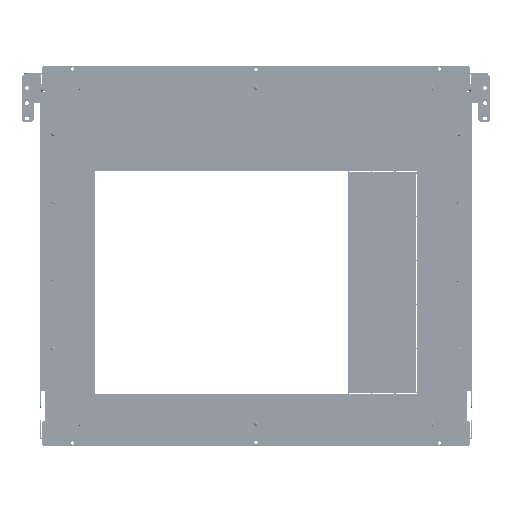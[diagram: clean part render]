
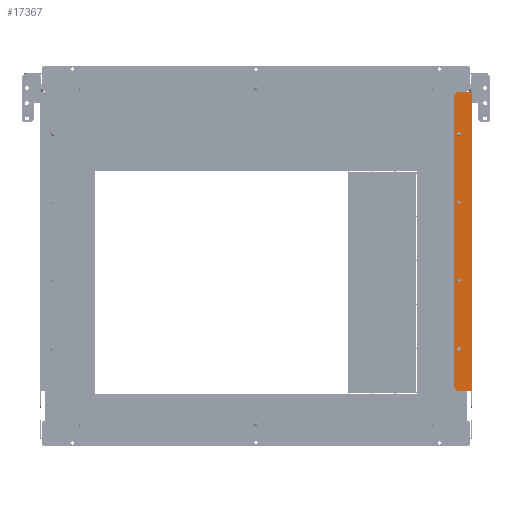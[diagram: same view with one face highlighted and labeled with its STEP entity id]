
A CAD part, left-side view. The second image highlights one B-rep face of the part: STEP entity #17367.
In plain terms, the highlighted planar face has unit normal (-1, 0, 0).
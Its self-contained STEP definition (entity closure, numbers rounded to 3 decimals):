
#64 = DIRECTION ( 'NONE',  ( -1., 0., 0. ) ) ;
#99 = CIRCLE ( 'NONE', #109924, 2.7 ) ;
#2979 = EDGE_LOOP ( 'NONE', ( #27102, #3261 ) ) ;
#3112 = ORIENTED_EDGE ( 'NONE', *, *, #43031, .T. ) ;
#3261 = ORIENTED_EDGE ( 'NONE', *, *, #23374, .F. ) ;
#3877 = CARTESIAN_POINT ( 'NONE',  ( -158., -329.5, -6.5 ) ) ;
#3920 = VECTOR ( 'NONE', #82834, 1000. ) ;
#3963 = ORIENTED_EDGE ( 'NONE', *, *, #107886, .F. ) ;
#5323 = VERTEX_POINT ( 'NONE', #14778 ) ;
#6466 = CARTESIAN_POINT ( 'NONE',  ( -158., -332., -75. ) ) ;
#8463 = VERTEX_POINT ( 'NONE', #29223 ) ;
#8622 = EDGE_LOOP ( 'NONE', ( #64192, #107668, #13656, #63136, #3112, #63396, #109620, #61545 ) ) ;
#8994 = CIRCLE ( 'NONE', #71995, 2.7 ) ;
#9152 = DIRECTION ( 'NONE',  ( 0., 1., 0. ) ) ;
#9988 = CARTESIAN_POINT ( 'NONE',  ( -158., -332., -75. ) ) ;
#11483 = EDGE_CURVE ( 'NONE', #16129, #5323, #71567, .T. ) ;
#12296 = VECTOR ( 'NONE', #98617, 1000. ) ;
#13656 = ORIENTED_EDGE ( 'NONE', *, *, #66769, .T. ) ;
#14778 = CARTESIAN_POINT ( 'NONE',  ( -158., -334.7, -75. ) ) ;
#15795 = DIRECTION ( 'NONE',  ( 0., 1., 0. ) ) ;
#15894 = EDGE_CURVE ( 'NONE', #91495, #23398, #37878, .T. ) ;
#16129 = VERTEX_POINT ( 'NONE', #93039 ) ;
#16248 = ORIENTED_EDGE ( 'NONE', *, *, #63778, .F. ) ;
#16408 = FACE_BOUND ( 'NONE', #52827, .T. ) ;
#17121 = LINE ( 'NONE', #69547, #34060 ) ;
#17367 = ADVANCED_FACE ( 'NONE', ( #35014, #16408, #33360, #25443, #94737 ), #86264, .F. ) ;
#17573 = DIRECTION ( 'NONE',  ( -1., 0., 0. ) ) ;
#18243 = LINE ( 'NONE', #44192, #74309 ) ;
#18587 = VERTEX_POINT ( 'NONE', #3877 ) ;
#20955 = DIRECTION ( 'NONE',  ( 0., -1., 0. ) ) ;
#21409 = LINE ( 'NONE', #81714, #12296 ) ;
#22261 = CARTESIAN_POINT ( 'NONE',  ( -158., -354., -496. ) ) ;
#22312 = CARTESIAN_POINT ( 'NONE',  ( -158., -324.5, -491. ) ) ;
#23085 = ORIENTED_EDGE ( 'NONE', *, *, #45313, .F. ) ;
#23374 = EDGE_CURVE ( 'NONE', #5323, #16129, #77625, .T. ) ;
#23398 = VERTEX_POINT ( 'NONE', #22261 ) ;
#24208 = EDGE_CURVE ( 'NONE', #107604, #74896, #31015, .T. ) ;
#24293 = DIRECTION ( 'NONE',  ( -1., 0., 0. ) ) ;
#25034 = VECTOR ( 'NONE', #55941, 1000. ) ;
#25443 = FACE_BOUND ( 'NONE', #2979, .T. ) ;
#27102 = ORIENTED_EDGE ( 'NONE', *, *, #11483, .F. ) ;
#27983 = CIRCLE ( 'NONE', #105353, 2.7 ) ;
#29223 = CARTESIAN_POINT ( 'NONE',  ( -158., -334.7, -187.5 ) ) ;
#31015 = LINE ( 'NONE', #107102, #3920 ) ;
#32724 = CARTESIAN_POINT ( 'NONE',  ( -158., -332., -315. ) ) ;
#32872 = DIRECTION ( 'NONE',  ( -1., 0., 0. ) ) ;
#33360 = FACE_BOUND ( 'NONE', #79657, .T. ) ;
#34060 = VECTOR ( 'NONE', #35164, 1000. ) ;
#34080 = VERTEX_POINT ( 'NONE', #55794 ) ;
#35014 = FACE_BOUND ( 'NONE', #66125, .T. ) ;
#35164 = DIRECTION ( 'NONE',  ( 0., -1., 0. ) ) ;
#35726 = VERTEX_POINT ( 'NONE', #50141 ) ;
#35775 = VERTEX_POINT ( 'NONE', #51811 ) ;
#37627 = EDGE_CURVE ( 'NONE', #35726, #34080, #107548, .T. ) ;
#37878 = LINE ( 'NONE', #72269, #45582 ) ;
#40943 = AXIS2_PLACEMENT_3D ( 'NONE', #71959, #79277, #98397 ) ;
#43031 = EDGE_CURVE ( 'NONE', #107604, #18587, #104822, .T. ) ;
#43247 = AXIS2_PLACEMENT_3D ( 'NONE', #44548, #69408, #103733 ) ;
#44192 = CARTESIAN_POINT ( 'NONE',  ( -158., -324.5, -251.25 ) ) ;
#44548 = CARTESIAN_POINT ( 'NONE',  ( -158., -354., -251.25 ) ) ;
#45267 = DIRECTION ( 'NONE',  ( -1., 0., 0. ) ) ;
#45313 = EDGE_CURVE ( 'NONE', #89581, #8463, #99, .T. ) ;
#45582 = VECTOR ( 'NONE', #20955, 1000. ) ;
#46449 = CARTESIAN_POINT ( 'NONE',  ( -158., -354., -6.5 ) ) ;
#46692 = VECTOR ( 'NONE', #62024, 1000. ) ;
#48575 = VERTEX_POINT ( 'NONE', #105534 ) ;
#50141 = CARTESIAN_POINT ( 'NONE',  ( -158., -329.3, -427.5 ) ) ;
#51748 = AXIS2_PLACEMENT_3D ( 'NONE', #9988, #60147, #87154 ) ;
#51811 = CARTESIAN_POINT ( 'NONE',  ( -158., -324.5, -11.5 ) ) ;
#52827 = EDGE_LOOP ( 'NONE', ( #53694, #55235 ) ) ;
#53694 = ORIENTED_EDGE ( 'NONE', *, *, #37627, .F. ) ;
#55235 = ORIENTED_EDGE ( 'NONE', *, *, #95119, .F. ) ;
#55794 = CARTESIAN_POINT ( 'NONE',  ( -158., -334.7, -427.5 ) ) ;
#55941 = DIRECTION ( 'NONE',  ( 0., 0.707, -0.707 ) ) ;
#57259 = CARTESIAN_POINT ( 'NONE',  ( -158., -351.5, -496. ) ) ;
#58814 = LINE ( 'NONE', #92638, #79767 ) ;
#60147 = DIRECTION ( 'NONE',  ( -1., 0., 0. ) ) ;
#60552 = DIRECTION ( 'NONE',  ( 0., 0., -1. ) ) ;
#61111 = EDGE_CURVE ( 'NONE', #82259, #48575, #21409, .T. ) ;
#61545 = ORIENTED_EDGE ( 'NONE', *, *, #61111, .T. ) ;
#61931 = EDGE_CURVE ( 'NONE', #18587, #35775, #63297, .T. ) ;
#62024 = DIRECTION ( 'NONE',  ( 0., 1., 0. ) ) ;
#62185 = EDGE_CURVE ( 'NONE', #8463, #89581, #82683, .T. ) ;
#62736 = CARTESIAN_POINT ( 'NONE',  ( -158., -332., -315. ) ) ;
#63136 = ORIENTED_EDGE ( 'NONE', *, *, #24208, .F. ) ;
#63297 = LINE ( 'NONE', #98766, #25034 ) ;
#63396 = ORIENTED_EDGE ( 'NONE', *, *, #61931, .T. ) ;
#63778 = EDGE_CURVE ( 'NONE', #102806, #111013, #8994, .T. ) ;
#64192 = ORIENTED_EDGE ( 'NONE', *, *, #78912, .T. ) ;
#66125 = EDGE_LOOP ( 'NONE', ( #16248, #3963 ) ) ;
#66769 = EDGE_CURVE ( 'NONE', #23398, #74896, #58814, .T. ) ;
#67869 = CARTESIAN_POINT ( 'NONE',  ( -158., -351.5, -6.5 ) ) ;
#69408 = DIRECTION ( 'NONE',  ( 1., 0., 0. ) ) ;
#69547 = CARTESIAN_POINT ( 'NONE',  ( -158., -354., -496. ) ) ;
#71081 = EDGE_CURVE ( 'NONE', #35775, #82259, #18243, .T. ) ;
#71567 = CIRCLE ( 'NONE', #51748, 2.7 ) ;
#71959 = CARTESIAN_POINT ( 'NONE',  ( -158., -332., -427.5 ) ) ;
#71995 = AXIS2_PLACEMENT_3D ( 'NONE', #32724, #24293, #15795 ) ;
#72154 = ORIENTED_EDGE ( 'NONE', *, *, #62185, .F. ) ;
#72269 = CARTESIAN_POINT ( 'NONE',  ( -158., -351.5, -496. ) ) ;
#73554 = DIRECTION ( 'NONE',  ( 0., 1., 0. ) ) ;
#74214 = CARTESIAN_POINT ( 'NONE',  ( -158., -354., -6.5 ) ) ;
#74309 = VECTOR ( 'NONE', #60552, 1000. ) ;
#74896 = VERTEX_POINT ( 'NONE', #46449 ) ;
#76504 = CIRCLE ( 'NONE', #108919, 2.7 ) ;
#77311 = CARTESIAN_POINT ( 'NONE',  ( -158., -332., -187.5 ) ) ;
#77377 = DIRECTION ( 'NONE',  ( 0., 1., 0. ) ) ;
#77625 = CIRCLE ( 'NONE', #108196, 2.7 ) ;
#78307 = CARTESIAN_POINT ( 'NONE',  ( -158., -329.3, -187.5 ) ) ;
#78912 = EDGE_CURVE ( 'NONE', #48575, #91495, #17121, .T. ) ;
#79277 = DIRECTION ( 'NONE',  ( -1., 0., 0. ) ) ;
#79657 = EDGE_LOOP ( 'NONE', ( #23085, #72154 ) ) ;
#79767 = VECTOR ( 'NONE', #83056, 1000. ) ;
#81714 = CARTESIAN_POINT ( 'NONE',  ( -158., -219.375, -385.875 ) ) ;
#82259 = VERTEX_POINT ( 'NONE', #22312 ) ;
#82442 = AXIS2_PLACEMENT_3D ( 'NONE', #103242, #17573, #9152 ) ;
#82683 = CIRCLE ( 'NONE', #82442, 2.7 ) ;
#82834 = DIRECTION ( 'NONE',  ( 0., -1., 0. ) ) ;
#83056 = DIRECTION ( 'NONE',  ( 0., 0., 1. ) ) ;
#83092 = DIRECTION ( 'NONE',  ( -1., 0., 0. ) ) ;
#86264 = PLANE ( 'NONE',  #43247 ) ;
#87154 = DIRECTION ( 'NONE',  ( 0., 1., 0. ) ) ;
#89581 = VERTEX_POINT ( 'NONE', #78307 ) ;
#91495 = VERTEX_POINT ( 'NONE', #57259 ) ;
#92638 = CARTESIAN_POINT ( 'NONE',  ( -158., -354., -251.25 ) ) ;
#93039 = CARTESIAN_POINT ( 'NONE',  ( -158., -329.3, -75. ) ) ;
#94737 = FACE_OUTER_BOUND ( 'NONE', #8622, .T. ) ;
#95119 = EDGE_CURVE ( 'NONE', #34080, #35726, #76504, .T. ) ;
#98397 = DIRECTION ( 'NONE',  ( 0., 1., 0. ) ) ;
#98617 = DIRECTION ( 'NONE',  ( 0., -0.707, -0.707 ) ) ;
#98766 = CARTESIAN_POINT ( 'NONE',  ( -158., -219.375, -116.625 ) ) ;
#100092 = CARTESIAN_POINT ( 'NONE',  ( -158., -329.3, -315. ) ) ;
#102806 = VERTEX_POINT ( 'NONE', #100092 ) ;
#103242 = CARTESIAN_POINT ( 'NONE',  ( -158., -332., -187.5 ) ) ;
#103733 = DIRECTION ( 'NONE',  ( 0., 1., 0. ) ) ;
#103756 = DIRECTION ( 'NONE',  ( 0., 1., 0. ) ) ;
#103827 = CARTESIAN_POINT ( 'NONE',  ( -158., -332., -427.5 ) ) ;
#104822 = LINE ( 'NONE', #74214, #46692 ) ;
#104870 = CARTESIAN_POINT ( 'NONE',  ( -158., -334.7, -315. ) ) ;
#105353 = AXIS2_PLACEMENT_3D ( 'NONE', #62736, #45267, #107239 ) ;
#105534 = CARTESIAN_POINT ( 'NONE',  ( -158., -329.5, -496. ) ) ;
#107102 = CARTESIAN_POINT ( 'NONE',  ( -158., -354., -6.5 ) ) ;
#107239 = DIRECTION ( 'NONE',  ( 0., 1., 0. ) ) ;
#107548 = CIRCLE ( 'NONE', #40943, 2.7 ) ;
#107604 = VERTEX_POINT ( 'NONE', #67869 ) ;
#107668 = ORIENTED_EDGE ( 'NONE', *, *, #15894, .T. ) ;
#107886 = EDGE_CURVE ( 'NONE', #111013, #102806, #27983, .T. ) ;
#108196 = AXIS2_PLACEMENT_3D ( 'NONE', #6466, #83092, #73554 ) ;
#108919 = AXIS2_PLACEMENT_3D ( 'NONE', #103827, #32872, #77377 ) ;
#109620 = ORIENTED_EDGE ( 'NONE', *, *, #71081, .T. ) ;
#109924 = AXIS2_PLACEMENT_3D ( 'NONE', #77311, #64, #103756 ) ;
#111013 = VERTEX_POINT ( 'NONE', #104870 ) ;
